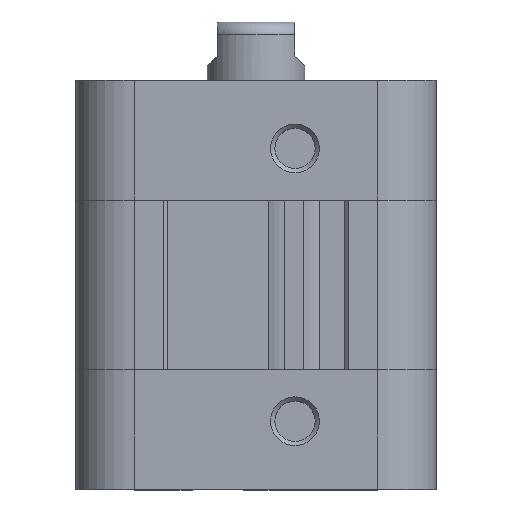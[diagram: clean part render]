
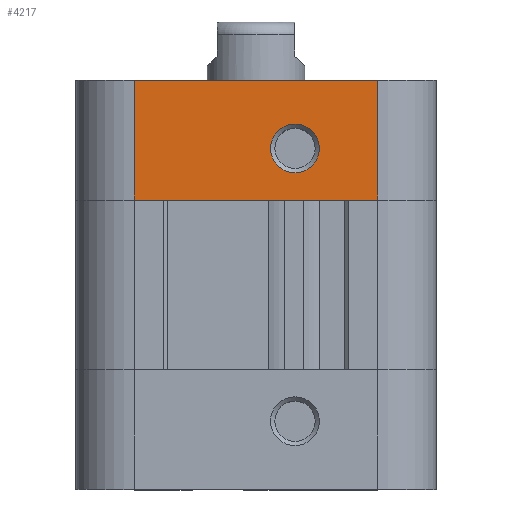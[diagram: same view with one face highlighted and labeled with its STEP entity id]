
A CAD part, top view. The second image highlights one B-rep face of the part: STEP entity #4217.
In plain terms, the highlighted face is planar.
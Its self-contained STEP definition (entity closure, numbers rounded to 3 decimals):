
#159=FACE_BOUND('',#663,.T.);
#214=CIRCLE('',#4422,2.5);
#378=FACE_OUTER_BOUND('',#662,.T.);
#662=EDGE_LOOP('',(#3084,#3085,#3086,#3087));
#663=EDGE_LOOP('',(#3088));
#917=LINE('',#6111,#1383);
#971=LINE('',#6232,#1437);
#1001=LINE('',#6294,#1467);
#1002=LINE('',#6296,#1468);
#1383=VECTOR('',#4924,25.);
#1437=VECTOR('',#4992,25.);
#1467=VECTOR('',#5084,12.3);
#1468=VECTOR('',#5087,12.3);
#1850=VERTEX_POINT('',#6029);
#1879=VERTEX_POINT('',#6108);
#1880=VERTEX_POINT('',#6110);
#1939=VERTEX_POINT('',#6229);
#1940=VERTEX_POINT('',#6231);
#2263=EDGE_CURVE('',#1850,#1850,#214,.T.);
#2292=EDGE_CURVE('',#1879,#1880,#917,.T.);
#2352=EDGE_CURVE('',#1940,#1939,#971,.T.);
#2384=EDGE_CURVE('',#1880,#1939,#1001,.T.);
#2385=EDGE_CURVE('',#1879,#1940,#1002,.T.);
#3084=ORIENTED_EDGE('',*,*,#2352,.T.);
#3085=ORIENTED_EDGE('',*,*,#2384,.F.);
#3086=ORIENTED_EDGE('',*,*,#2292,.F.);
#3087=ORIENTED_EDGE('',*,*,#2385,.T.);
#3088=ORIENTED_EDGE('',*,*,#2263,.F.);
#4011=PLANE('',#4510);
#4217=ADVANCED_FACE('',(#378,#159),#4011,.F.);
#4422=AXIS2_PLACEMENT_3D('',#6030,#4823,#4824);
#4510=AXIS2_PLACEMENT_3D('',#6295,#5085,#5086);
#4823=DIRECTION('center_axis',(0.,-1.,0.));
#4824=DIRECTION('ref_axis',(0.,0.,-1.));
#4924=DIRECTION('',(1.,0.,0.));
#4992=DIRECTION('',(1.,0.,0.));
#5084=DIRECTION('',(0.,0.,-1.));
#5085=DIRECTION('center_axis',(0.,1.,0.));
#5086=DIRECTION('ref_axis',(0.,0.,1.));
#5087=DIRECTION('',(0.,0.,-1.));
#6029=CARTESIAN_POINT('',(-4.,-18.5,4.5));
#6030=CARTESIAN_POINT('Origin',(-4.,-18.5,7.));
#6108=CARTESIAN_POINT('',(-12.5,-18.5,12.3));
#6110=CARTESIAN_POINT('',(12.5,-18.5,12.3));
#6111=CARTESIAN_POINT('',(-12.5,-18.5,12.3));
#6229=CARTESIAN_POINT('',(12.5,-18.5,0.));
#6231=CARTESIAN_POINT('',(-12.5,-18.5,0.));
#6232=CARTESIAN_POINT('',(-12.5,-18.5,0.));
#6294=CARTESIAN_POINT('',(12.5,-18.5,12.3));
#6295=CARTESIAN_POINT('Origin',(-12.5,-18.5,12.3));
#6296=CARTESIAN_POINT('',(-12.5,-18.5,12.3));
